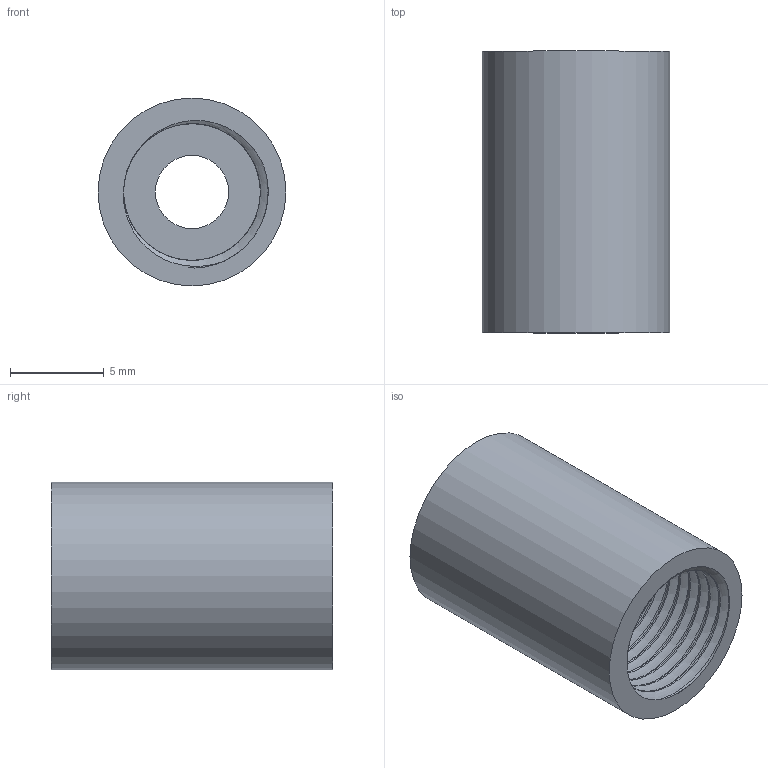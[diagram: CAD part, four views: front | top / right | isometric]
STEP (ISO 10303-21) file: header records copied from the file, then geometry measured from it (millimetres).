
FILE_DESCRIPTION(/* description */ (''),/* implementation_level */ '2;1');
FILE_NAME(/* name */ 'drill bit threaded holder v2.step',/* time_stamp */ '2019-05-31T22:02:42-03:00',/* author */ (''),/* organization */ (''),/* preprocessor_version */ 'ST-DEVELOPER v18',/* originating_system */ 'Autodesk Translation Framework v8.2.0.1029',/* authorisation */ '');
FILE_SCHEMA (('AUTOMOTIVE_DESIGN { 1 0 10303 214 3 1 1 }'));
Length unit declared in the file: millimetre
Products named in the file (1): drill bit threaded holder
Bounding box: 10 x 15 x 10 mm (x, y, z)
Volume: 690.5 mm3; surface area: 1170.2 mm2
Topology: 1 solids, 1 shells, 47 faces, 121 edges, 77 vertices
Faces by surface type: cylinder 42, plane 3, bspline 2
Full cylindrical faces by diameter (mm): 3.9 x1, 7.283 x19, 8.12 x18, 10 x1
Entity records: 3517 total; most frequent: CARTESIAN_POINT 2477, ORIENTED_EDGE 242, DIRECTION 152, EDGE_CURVE 121, VERTEX_POINT 77, B_SPLINE_CURVE_WITH_KNOTS 71, AXIS2_PLACEMENT_3D 56, EDGE_LOOP 50
